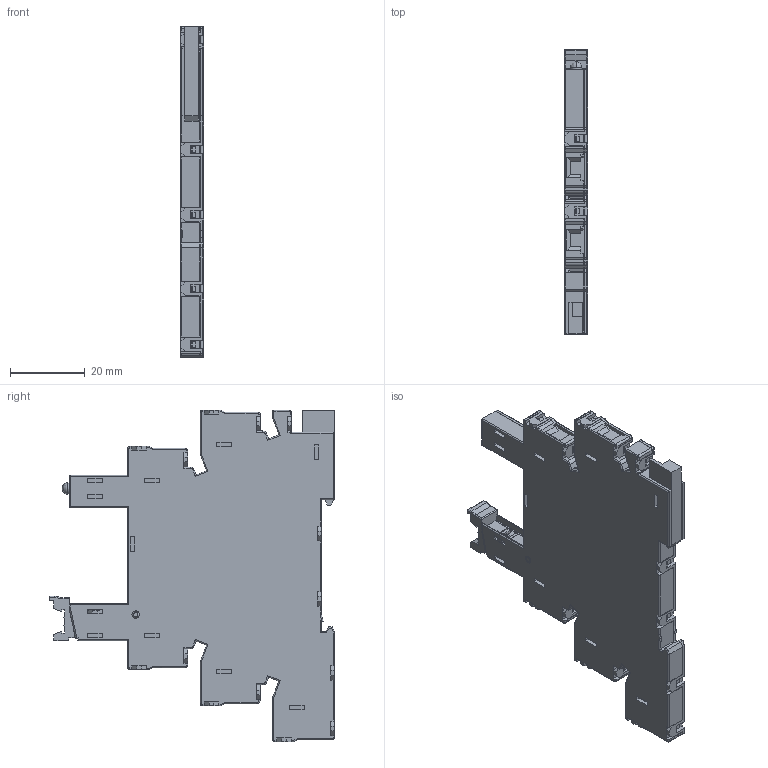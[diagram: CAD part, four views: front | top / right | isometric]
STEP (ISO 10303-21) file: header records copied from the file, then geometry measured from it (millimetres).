
FILE_DESCRIPTION (( 'STEP AP203' ), '1' );
FILE_NAME ('CLR-S05F3-3D.STEP', '2024-09-05T05:24:43', ( '' ), ( '' ), 'SwSTEP 2.0', 'SolidWorks 2013', '' );
FILE_SCHEMA (( 'CONFIG_CONTROL_DESIGN' ));
Length unit declared in the file: millimetre
Products named in the file (1): CLR-S05F3-3D
Bounding box: 6.2 x 76.25 x 88.65 mm (x, y, z)
Volume: 25094.2 mm3; surface area: 13774.2 mm2
Topology: 1 solids, 1 shells, 1448 faces, 4023 edges, 2568 vertices
Faces by surface type: plane 1007, cylinder 265, bspline 151, cone 25
Entity records: 49230 total; most frequent: CARTESIAN_POINT 13807, ORIENTED_EDGE 8038, DIRECTION 6420, EDGE_CURVE 4019, VECTOR 2972, LINE 2972, VERTEX_POINT 2568, AXIS2_PLACEMENT_3D 1724
